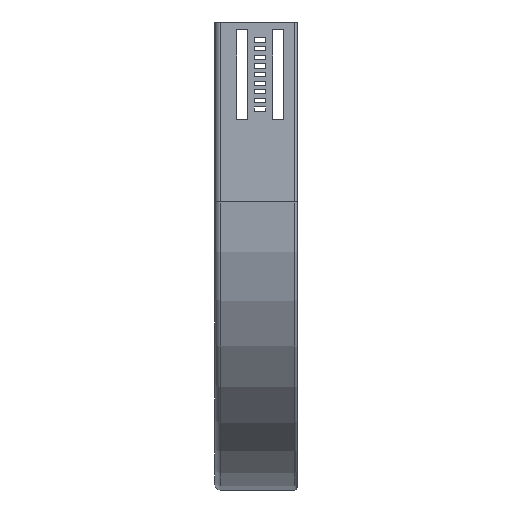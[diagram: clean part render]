
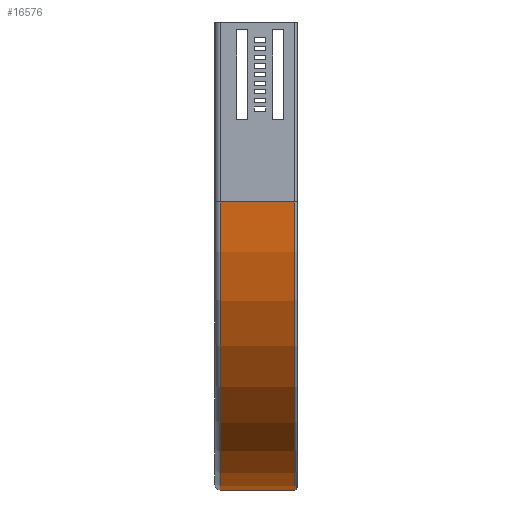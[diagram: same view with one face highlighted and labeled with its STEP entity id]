
A CAD part, left-side view. The second image highlights one B-rep face of the part: STEP entity #16576.
In plain terms, the highlighted cylindrical face has radius 200 mm (diameter 400 mm), a partial arc.
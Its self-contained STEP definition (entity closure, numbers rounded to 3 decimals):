
#231 = ORIENTED_EDGE ( 'NONE', *, *, #8817, .F. ) ;
#272 = DIRECTION ( 'NONE',  ( 0., 1., 0. ) ) ;
#907 = DIRECTION ( 'NONE',  ( 0., -1., 0. ) ) ;
#1156 = CARTESIAN_POINT ( 'NONE',  ( 0., 53.25, -125. ) ) ;
#2232 = ORIENTED_EDGE ( 'NONE', *, *, #7152, .T. ) ;
#2571 = LINE ( 'NONE', #5491, #8158 ) ;
#2581 = CARTESIAN_POINT ( 'NONE',  ( 200., 0., -125. ) ) ;
#3125 = VERTEX_POINT ( 'NONE', #15542 ) ;
#3320 = DIRECTION ( 'NONE',  ( -1., 0., 0. ) ) ;
#3388 = EDGE_CURVE ( 'NONE', #6277, #4090, #6188, .T. ) ;
#3620 = DIRECTION ( 'NONE',  ( 0., 0., -1. ) ) ;
#4053 = AXIS2_PLACEMENT_3D ( 'NONE', #12636, #907, #3320 ) ;
#4090 = VERTEX_POINT ( 'NONE', #6867 ) ;
#4697 = DIRECTION ( 'NONE',  ( 0., -1., 0. ) ) ;
#4781 = EDGE_CURVE ( 'NONE', #3125, #15511, #9763, .T. ) ;
#5399 = EDGE_LOOP ( 'NONE', ( #6082, #231, #15589, #2232 ) ) ;
#5491 = CARTESIAN_POINT ( 'NONE',  ( 0., 0., -125. ) ) ;
#6082 = ORIENTED_EDGE ( 'NONE', *, *, #3388, .T. ) ;
#6188 = CIRCLE ( 'NONE', #15717, 200. ) ;
#6277 = VERTEX_POINT ( 'NONE', #1156 ) ;
#6281 = DIRECTION ( 'NONE',  ( 0., -1., 0. ) ) ;
#6712 = AXIS2_PLACEMENT_3D ( 'NONE', #2581, #6281, #3620 ) ;
#6867 = CARTESIAN_POINT ( 'NONE',  ( 200., 53.25, -325. ) ) ;
#6969 = CARTESIAN_POINT ( 'NONE',  ( 200., 0., -325. ) ) ;
#7152 = EDGE_CURVE ( 'NONE', #3125, #6277, #2571, .T. ) ;
#7710 = CYLINDRICAL_SURFACE ( 'NONE', #6712, 200. ) ;
#8158 = VECTOR ( 'NONE', #272, 1000. ) ;
#8597 = DIRECTION ( 'NONE',  ( -1., 0., 0. ) ) ;
#8817 = EDGE_CURVE ( 'NONE', #15511, #4090, #9776, .T. ) ;
#8820 = FACE_OUTER_BOUND ( 'NONE', #5399, .T. ) ;
#9763 = CIRCLE ( 'NONE', #4053, 200. ) ;
#9776 = LINE ( 'NONE', #6969, #10211 ) ;
#10211 = VECTOR ( 'NONE', #12275, 1000. ) ;
#11297 = CARTESIAN_POINT ( 'NONE',  ( 200., 1.75, -325. ) ) ;
#12275 = DIRECTION ( 'NONE',  ( 0., 1., 0. ) ) ;
#12636 = CARTESIAN_POINT ( 'NONE',  ( 200., 1.75, -125. ) ) ;
#15195 = CARTESIAN_POINT ( 'NONE',  ( 200., 53.25, -125. ) ) ;
#15511 = VERTEX_POINT ( 'NONE', #11297 ) ;
#15542 = CARTESIAN_POINT ( 'NONE',  ( 0., 1.75, -125. ) ) ;
#15589 = ORIENTED_EDGE ( 'NONE', *, *, #4781, .F. ) ;
#15717 = AXIS2_PLACEMENT_3D ( 'NONE', #15195, #4697, #8597 ) ;
#16576 = ADVANCED_FACE ( 'NONE', ( #8820 ), #7710, .T. ) ;
